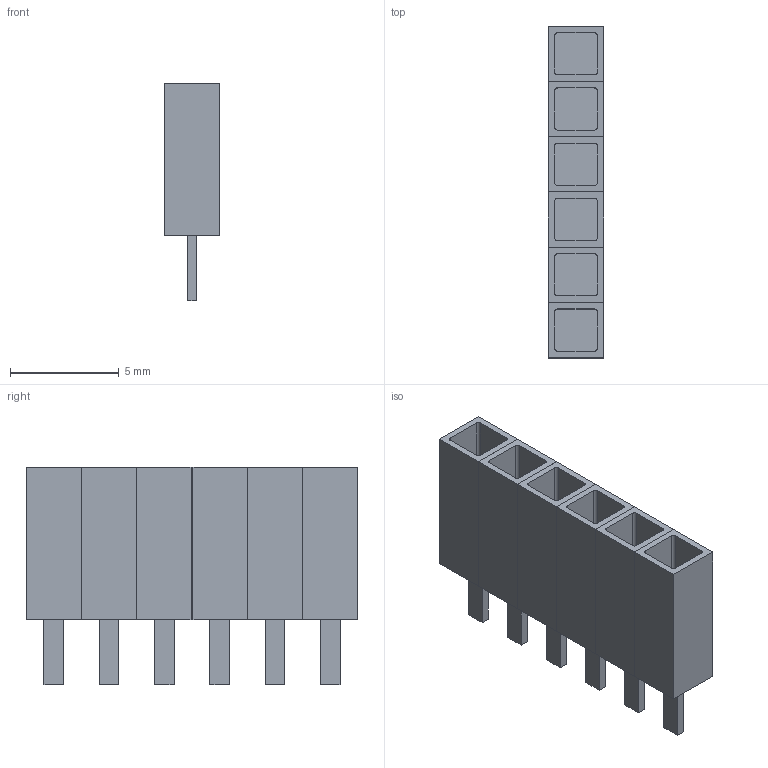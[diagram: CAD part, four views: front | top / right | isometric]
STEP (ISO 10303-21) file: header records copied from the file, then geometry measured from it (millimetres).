
FILE_DESCRIPTION(('Open CASCADE Model'),'2;1');
FILE_NAME('Open CASCADE Shape Model','2023-10-21T12:34:47',('Author'),('Open CASCADE'),'Open CASCADE STEP processor 7.7','Open CASCADE 7.7','Unknown');
FILE_SCHEMA(('AUTOMOTIVE_DESIGN { 1 0 10303 214 1 1 1 1 }'));
Length unit declared in the file: millimetre
Products named in the file (15): Pin Socket 2.54mm 1x06 â1.1mm; insulator-1; insulator-1_part; lead-1; lead-1_part; insulator-2; lead-2; insulator-3; lead-3; insulator-4; lead-4; insulator-5; lead-5; insulator-6; lead-6
Assembly tree (24 placements, depth 3):
  Pin Socket 2.54mm 1x06 â1.1mm
    insulator-1
      insulator-1_part
    lead-1
      lead-1_part
    insulator-2
      insulator-1_part
    lead-2
      lead-1_part
    insulator-3
      insulator-1_part
    lead-3
      lead-1_part
    insulator-4
      insulator-1_part
    lead-4
      lead-1_part
    insulator-5
      insulator-1_part
    lead-5
      lead-1_part
    insulator-6
      insulator-1_part
    lead-6
      lead-1_part
Bounding box: 2.54 x 15.24 x 10 mm (x, y, z)
Volume: 141.5 mm3; surface area: 827.9 mm2
Topology: 12 solids, 12 shells, 126 faces, 288 edges, 192 vertices
Faces by surface type: plane 102, cylinder 24
Entity records: 598 total; most frequent: ORIENTED_EDGE 68, CARTESIAN_POINT 48, EDGE_CURVE 48, LINE 40, PRODUCT_DEFINITION_SHAPE 39, AXIS2_PLACEMENT_3D 32, VERTEX_POINT 32, CONTEXT_DEPENDENT_SHAPE_REPRESENTATION 24
